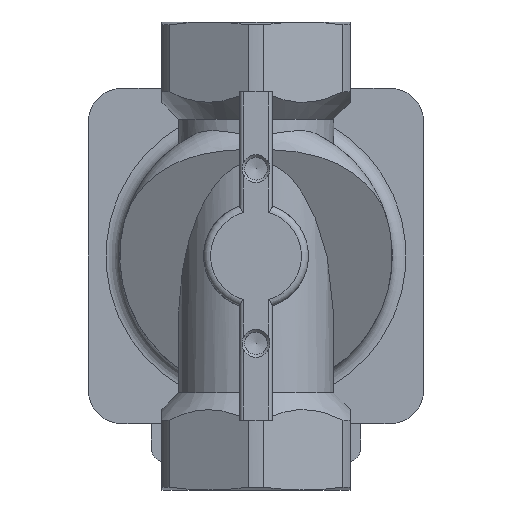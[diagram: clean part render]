
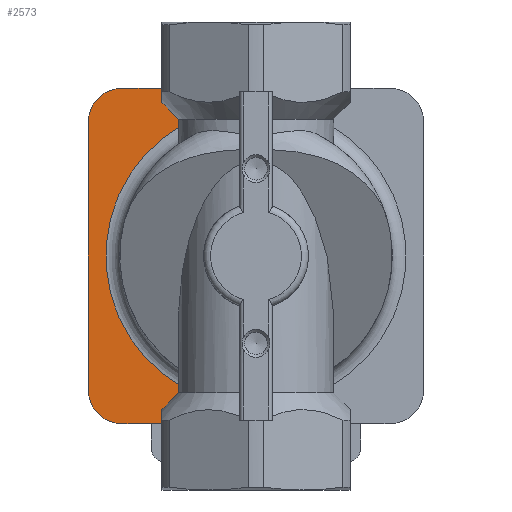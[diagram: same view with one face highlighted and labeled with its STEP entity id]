
A CAD part, front view. The second image highlights one B-rep face of the part: STEP entity #2573.
In plain terms, the highlighted planar face has unit normal (0, -1, 0).
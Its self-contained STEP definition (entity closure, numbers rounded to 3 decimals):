
#73=PLANE('',#2825);
#168=LINE('',#4399,#336);
#172=LINE('',#4409,#340);
#185=LINE('',#4493,#353);
#186=LINE('',#4497,#354);
#187=LINE('',#4501,#355);
#188=LINE('',#4503,#356);
#189=LINE('',#4507,#357);
#336=VECTOR('',#3233,1000.);
#340=VECTOR('',#3245,1000.);
#353=VECTOR('',#3346,1000.);
#354=VECTOR('',#3351,1000.);
#355=VECTOR('',#3354,1000.);
#356=VECTOR('',#3355,1000.);
#357=VECTOR('',#3358,1000.);
#555=CIRCLE('',#2784,21.5);
#570=CIRCLE('',#2826,4.8);
#571=CIRCLE('',#2827,4.8);
#572=CIRCLE('',#2828,2.4);
#1062=ORIENTED_EDGE('',*,*,#1575,.F.);
#1063=ORIENTED_EDGE('',*,*,#1401,.T.);
#1064=ORIENTED_EDGE('',*,*,#1568,.T.);
#1065=ORIENTED_EDGE('',*,*,#1602,.F.);
#1066=ORIENTED_EDGE('',*,*,#1603,.F.);
#1067=ORIENTED_EDGE('',*,*,#1604,.F.);
#1068=ORIENTED_EDGE('',*,*,#1605,.F.);
#1069=ORIENTED_EDGE('',*,*,#1606,.F.);
#1070=ORIENTED_EDGE('',*,*,#1607,.F.);
#1071=ORIENTED_EDGE('',*,*,#1608,.F.);
#1072=ORIENTED_EDGE('',*,*,#1609,.F.);
#1073=ORIENTED_EDGE('',*,*,#1572,.F.);
#1074=ORIENTED_EDGE('',*,*,#1374,.T.);
#1374=EDGE_CURVE('',#1750,#1751,#2008,.T.);
#1401=EDGE_CURVE('',#1777,#1778,#2026,.T.);
#1568=EDGE_CURVE('',#1778,#1884,#168,.T.);
#1572=EDGE_CURVE('',#1750,#1886,#172,.T.);
#1575=EDGE_CURVE('',#1777,#1751,#555,.T.);
#1602=EDGE_CURVE('',#1905,#1884,#185,.T.);
#1603=EDGE_CURVE('',#1906,#1905,#570,.T.);
#1604=EDGE_CURVE('',#1907,#1906,#186,.T.);
#1605=EDGE_CURVE('',#1908,#1907,#571,.T.);
#1606=EDGE_CURVE('',#1909,#1908,#187,.T.);
#1607=EDGE_CURVE('',#1910,#1909,#188,.T.);
#1608=EDGE_CURVE('',#1911,#1910,#572,.T.);
#1609=EDGE_CURVE('',#1886,#1911,#189,.T.);
#1750=VERTEX_POINT('',#3678);
#1751=VERTEX_POINT('',#3679);
#1777=VERTEX_POINT('',#3849);
#1778=VERTEX_POINT('',#3850);
#1884=VERTEX_POINT('',#4398);
#1886=VERTEX_POINT('',#4408);
#1905=VERTEX_POINT('',#4492);
#1906=VERTEX_POINT('',#4496);
#1907=VERTEX_POINT('',#4498);
#1908=VERTEX_POINT('',#4500);
#1909=VERTEX_POINT('',#4502);
#1910=VERTEX_POINT('',#4504);
#1911=VERTEX_POINT('',#4506);
#2008=B_SPLINE_CURVE_WITH_KNOTS('',3,(#3674,#3675,#3676,#3677),
 .UNSPECIFIED.,.F.,.F.,(4,4),(0.045,0.048),
 .UNSPECIFIED.);
#2026=B_SPLINE_CURVE_WITH_KNOTS('',3,(#3845,#3846,#3847,#3848),
 .UNSPECIFIED.,.F.,.F.,(4,4),(0.055,0.057),
 .UNSPECIFIED.);
#2188=EDGE_LOOP('',(#1062,#1063,#1064,#1065,#1066,#1067,#1068,#1069,#1070,
#1071,#1072,#1073,#1074));
#2376=FACE_BOUND('',#2188,.T.);
#2573=ADVANCED_FACE('',(#2376),#73,.F.);
#2784=AXIS2_PLACEMENT_3D('',#4416,#3254,#3255);
#2825=AXIS2_PLACEMENT_3D('',#4494,#3347,#3348);
#2826=AXIS2_PLACEMENT_3D('',#4495,#3349,#3350);
#2827=AXIS2_PLACEMENT_3D('',#4499,#3352,#3353);
#2828=AXIS2_PLACEMENT_3D('',#4505,#3356,#3357);
#3233=DIRECTION('',(0.,0.,-1.));
#3245=DIRECTION('',(0.,0.,1.));
#3254=DIRECTION('',(0.,-1.,0.));
#3255=DIRECTION('',(0.,0.,-1.));
#3346=DIRECTION('',(-1.,0.,0.));
#3347=DIRECTION('',(0.,1.,0.));
#3348=DIRECTION('',(-1.,0.,0.));
#3349=DIRECTION('',(0.,1.,0.));
#3350=DIRECTION('',(0.,0.,-1.));
#3351=DIRECTION('',(0.,0.,-1.));
#3352=DIRECTION('',(0.,1.,0.));
#3353=DIRECTION('',(0.,0.,-1.));
#3354=DIRECTION('',(1.,0.,0.));
#3355=DIRECTION('',(0.,0.,-1.));
#3356=DIRECTION('',(0.,1.,0.));
#3357=DIRECTION('',(0.,0.,-1.));
#3358=DIRECTION('',(1.,0.,0.));
#3674=CARTESIAN_POINT('',(5.936,12.161,55.533));
#3675=CARTESIAN_POINT('',(5.185,12.161,55.203));
#3676=CARTESIAN_POINT('',(4.413,12.161,54.915));
#3677=CARTESIAN_POINT('',(3.63,12.161,54.691));
#3678=CARTESIAN_POINT('',(5.936,12.161,55.533));
#3679=CARTESIAN_POINT('',(3.63,12.161,54.691));
#3845=CARTESIAN_POINT('',(3.63,12.161,12.309));
#3846=CARTESIAN_POINT('',(4.423,12.161,12.082));
#3847=CARTESIAN_POINT('',(5.19,12.161,11.795));
#3848=CARTESIAN_POINT('',(5.936,12.161,11.467));
#3849=CARTESIAN_POINT('',(3.63,12.161,12.309));
#3850=CARTESIAN_POINT('',(5.936,12.161,11.467));
#4398=CARTESIAN_POINT('',(5.936,12.161,9.5));
#4399=CARTESIAN_POINT('',(5.936,12.161,12.5));
#4408=CARTESIAN_POINT('',(5.936,12.161,63.017));
#4409=CARTESIAN_POINT('',(5.936,12.161,54.5));
#4416=CARTESIAN_POINT('',(0.,12.161,33.5));
#4492=CARTESIAN_POINT('',(19.2,12.161,9.5));
#4493=CARTESIAN_POINT('',(19.2,12.161,9.5));
#4494=CARTESIAN_POINT('',(10.523,12.161,60.617));
#4495=CARTESIAN_POINT('',(19.2,12.161,14.3));
#4496=CARTESIAN_POINT('',(24.,12.161,14.3));
#4497=CARTESIAN_POINT('',(24.,12.161,52.7));
#4498=CARTESIAN_POINT('',(24.,12.161,52.7));
#4499=CARTESIAN_POINT('',(19.2,12.161,52.7));
#4500=CARTESIAN_POINT('',(19.2,12.161,57.5));
#4501=CARTESIAN_POINT('',(12.923,12.161,57.5));
#4502=CARTESIAN_POINT('',(12.923,12.161,57.5));
#4503=CARTESIAN_POINT('',(12.923,12.161,60.617));
#4504=CARTESIAN_POINT('',(12.923,12.161,60.617));
#4505=CARTESIAN_POINT('',(10.523,12.161,60.617));
#4506=CARTESIAN_POINT('',(10.523,12.161,63.017));
#4507=CARTESIAN_POINT('',(-10.523,12.161,63.017));
